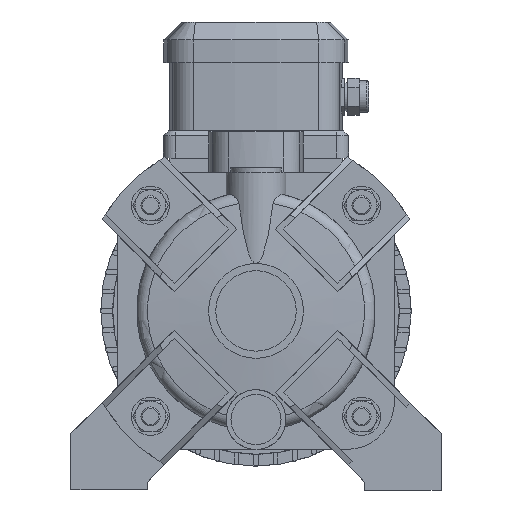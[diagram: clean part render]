
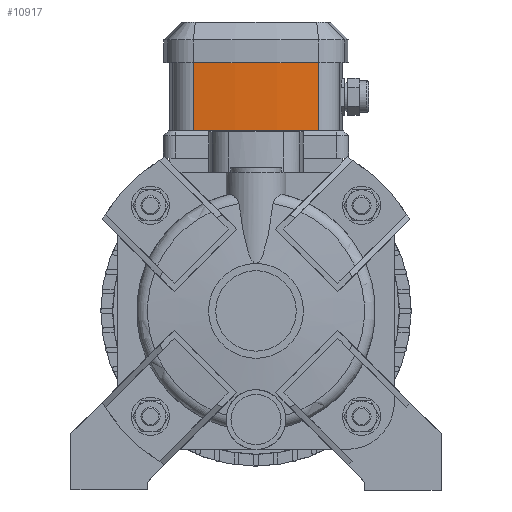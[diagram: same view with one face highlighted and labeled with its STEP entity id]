
A CAD part, left-side view. The second image highlights one B-rep face of the part: STEP entity #10917.
In plain terms, the highlighted cylindrical face has radius 229.062 mm (diameter 458.125 mm), a partial arc.
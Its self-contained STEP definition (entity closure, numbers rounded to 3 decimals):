
#1246=LINE('',#19930,#2049);
#1250=LINE('',#19937,#2053);
#2049=VECTOR('',#15020,10.);
#2053=VECTOR('',#15030,10.);
#3140=FACE_OUTER_BOUND('',#3884,.T.);
#3884=EDGE_LOOP('',(#10022,#10023,#10024,#10025));
#4429=CIRCLE('',#11993,229.062);
#4463=CIRCLE('',#12049,229.062);
#5463=VERTEX_POINT('',#19721);
#5464=VERTEX_POINT('',#19723);
#5499=VERTEX_POINT('',#19910);
#5500=VERTEX_POINT('',#19912);
#6967=EDGE_CURVE('',#5463,#5464,#4429,.T.);
#7020=EDGE_CURVE('',#5500,#5499,#4463,.T.);
#7029=EDGE_CURVE('',#5464,#5499,#1246,.T.);
#7033=EDGE_CURVE('',#5500,#5463,#1250,.T.);
#10022=ORIENTED_EDGE('',*,*,#7029,.F.);
#10023=ORIENTED_EDGE('',*,*,#6967,.F.);
#10024=ORIENTED_EDGE('',*,*,#7033,.F.);
#10025=ORIENTED_EDGE('',*,*,#7020,.T.);
#10298=CYLINDRICAL_SURFACE('',#12063,229.062);
#10917=ADVANCED_FACE('',(#3140),#10298,.T.);
#11993=AXIS2_PLACEMENT_3D('',#19724,#14864,#14865);
#12049=AXIS2_PLACEMENT_3D('',#19913,#14994,#14995);
#12063=AXIS2_PLACEMENT_3D('',#19939,#15033,#15034);
#14864=DIRECTION('center_axis',(0.,0.,-1.));
#14865=DIRECTION('ref_axis',(-0.989,0.147,0.));
#14994=DIRECTION('center_axis',(0.,0.,-1.));
#14995=DIRECTION('ref_axis',(-0.989,0.147,0.));
#15020=DIRECTION('',(0.,0.,1.));
#15030=DIRECTION('',(0.,0.,-1.));
#15033=DIRECTION('center_axis',(0.,0.,1.));
#15034=DIRECTION('ref_axis',(-0.989,0.147,0.));
#19721=CARTESIAN_POINT('',(62.477,-25.971,150.4));
#19723=CARTESIAN_POINT('',(62.477,25.971,150.4));
#19724=CARTESIAN_POINT('Origin',(290.062,0.,
150.4));
#19910=CARTESIAN_POINT('',(62.477,25.971,178.9));
#19912=CARTESIAN_POINT('',(62.477,-25.971,178.9));
#19913=CARTESIAN_POINT('Origin',(290.062,0.,
178.9));
#19930=CARTESIAN_POINT('',(62.477,25.971,150.4));
#19937=CARTESIAN_POINT('',(62.477,-25.971,150.4));
#19939=CARTESIAN_POINT('Origin',(290.062,0.,
150.4));
